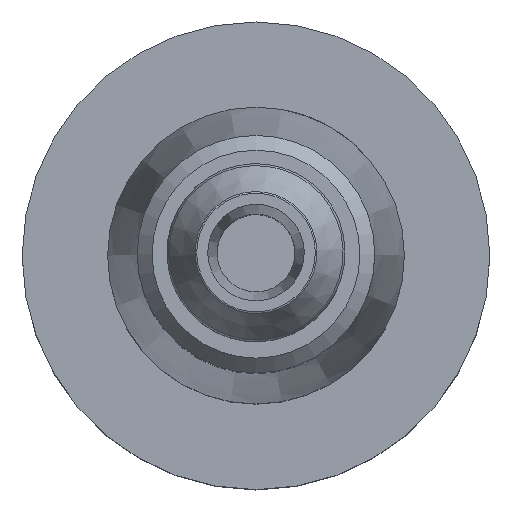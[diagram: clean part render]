
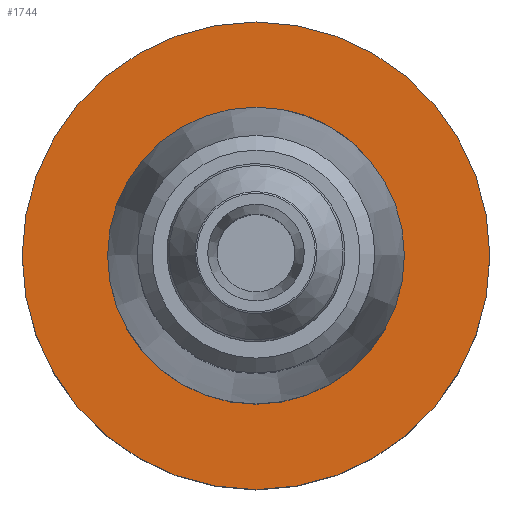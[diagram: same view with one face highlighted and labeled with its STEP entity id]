
A CAD part, top view. The second image highlights one B-rep face of the part: STEP entity #1744.
In plain terms, the highlighted face is planar.
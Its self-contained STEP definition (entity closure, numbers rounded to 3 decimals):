
#486=VERTEX_POINT('',#2533);
#528=VERTEX_POINT('',#2700);
#644=CIRCLE('',#1829,19.995);
#681=CIRCLE('',#1888,31.5);
#756=EDGE_CURVE('',#486,#486,#644,.T.);
#815=EDGE_CURVE('',#528,#528,#681,.T.);
#1110=ORIENTED_EDGE('',*,*,#756,.T.);
#1111=ORIENTED_EDGE('',*,*,#815,.T.);
#1508=EDGE_LOOP('',(#1110));
#1509=EDGE_LOOP('',(#1111));
#1629=FACE_BOUND('',#1508,.T.);
#1630=FACE_BOUND('',#1509,.T.);
#1744=ADVANCED_FACE('',(#1629,#1630),#12617,.T.);
#1829=AXIS2_PLACEMENT_3D('',#2536,#2058,#2059);
#1888=AXIS2_PLACEMENT_3D('',#2701,#2181,#2182);
#1889=AXIS2_PLACEMENT_3D('',#2702,#2183,$);
#2058=DIRECTION('',(-1.,0.,0.));
#2059=DIRECTION('',(0.,0.,-19.995));
#2181=DIRECTION('',(1.,0.,0.));
#2182=DIRECTION('',(0.,0.,-31.5));
#2183=DIRECTION('',(1.,0.,0.));
#2533=CARTESIAN_POINT('',(53.,0.,-19.995));
#2536=CARTESIAN_POINT('',(53.,0.,0.));
#2700=CARTESIAN_POINT('',(53.,0.,-31.5));
#2701=CARTESIAN_POINT('',(53.,0.,0.));
#2702=CARTESIAN_POINT('',(53.,0.,-15.75));
#12617=PLANE('',#1889);
